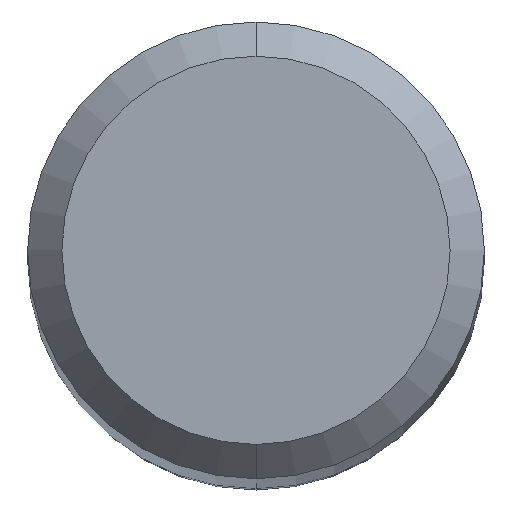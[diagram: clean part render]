
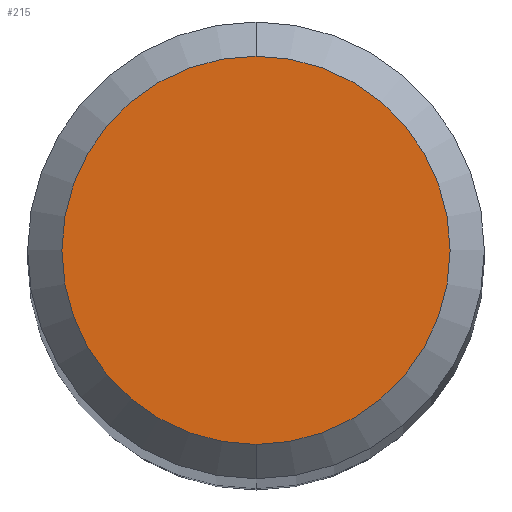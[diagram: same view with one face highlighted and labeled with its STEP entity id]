
A CAD part, top view. The second image highlights one B-rep face of the part: STEP entity #215.
In plain terms, the highlighted planar face has unit normal (0, 0, 1).
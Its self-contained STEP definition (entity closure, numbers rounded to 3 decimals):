
#215=ADVANCED_FACE('',(#529),#530,.T.);
#241=VERTEX_POINT('',#559);
#373=VERTEX_POINT('',#702);
#393=EDGE_CURVE('',#241,#373,#723,.T.);
#449=EDGE_CURVE('',#373,#241,#785,.T.);
#529=FACE_OUTER_BOUND('',#890,.T.);
#530=PLANE('',#891);
#559=CARTESIAN_POINT('',(0.,-1.7,0.0));
#702=CARTESIAN_POINT('',(0.0,1.7,0.0));
#723=CIRCLE('',#1307,1.7);
#785=CIRCLE('',#1410,1.7);
#890=EDGE_LOOP('',(#1523,#1524));
#891=AXIS2_PLACEMENT_3D('',#1525,#1526,#1527);
#1307=AXIS2_PLACEMENT_3D('',#1722,#1723,#1724);
#1410=AXIS2_PLACEMENT_3D('',#1790,#1791,#1792);
#1523=ORIENTED_EDGE('',*,*,#449,.F.);
#1524=ORIENTED_EDGE('',*,*,#393,.F.);
#1525=CARTESIAN_POINT('',(0.0,0.85,0.0));
#1526=DIRECTION('',(-0.0,0.0,1.0));
#1527=DIRECTION('',(0.0,-1.0,0.0));
#1722=CARTESIAN_POINT('',(0.0,0.0,0.0));
#1723=DIRECTION('',(0.0,0.0,-1.0));
#1724=DIRECTION('',(0.0,1.0,0.0));
#1790=CARTESIAN_POINT('',(0.0,0.0,0.0));
#1791=DIRECTION('',(0.0,0.0,-1.0));
#1792=DIRECTION('',(0.0,1.0,0.0));
